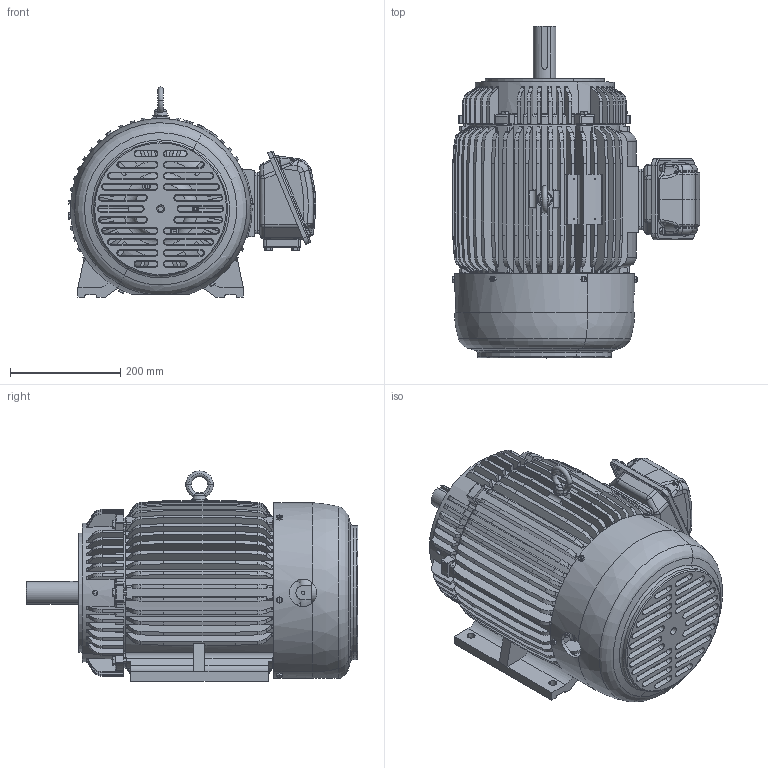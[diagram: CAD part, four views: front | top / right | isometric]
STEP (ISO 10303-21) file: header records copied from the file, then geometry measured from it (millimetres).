
FILE_DESCRIPTION(('CATIA V5 STEP Exchange'),'2;1');
FILE_NAME('254T-HV-CF_AllCATPart.stp','2012-08-24T03:35:24+00:00',('none'),('none'),'CATIA Version 5 Release 19 SP 9 (IN-10)','CATIA V5 STEP AP203','none');
FILE_SCHEMA(('CONFIG_CONTROL_DESIGN'));
Length unit declared in the file: millimetre
Products named in the file (1): 254T-HV-CF_AllCATPart
Bounding box: 449.38 x 602.1 x 381 mm (x, y, z)
Volume: 10198305.9 mm3; surface area: 2544478.7 mm2
Topology: 47 solids, 47 shells, 3774 faces, 10269 edges, 6649 vertices
Faces by surface type: plane 1216, cylinder 902, torus 724, cone 508, bspline 390, sphere 30, extrusion 4
Entity records: 135388 total; most frequent: CARTESIAN_POINT 54693, ORIENTED_EDGE 20438, DIRECTION 10342, EDGE_CURVE 10219, VERTEX_POINT 6647, AXIS2_PLACEMENT_3D 5206, EDGE_LOOP 4086, ADVANCED_FACE 3774
